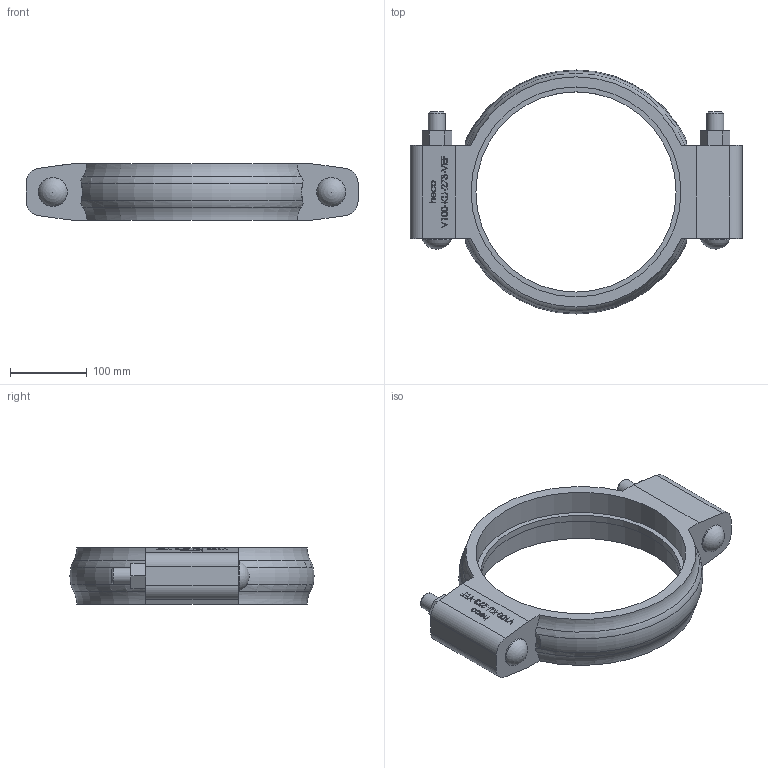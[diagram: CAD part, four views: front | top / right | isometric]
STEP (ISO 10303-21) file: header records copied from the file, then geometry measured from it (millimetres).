
FILE_DESCRIPTION (( 'STEP AP214' ), '1' );
FILE_NAME ('V100-KU-273-VEF Typ E497 DN250 1000 Ø273 1812.STEP', '2018-12-12T11:07:50', ( '' ), ( '' ), 'SwSTEP 2.0', 'SolidWorks 2016', '' );
FILE_SCHEMA (( 'AUTOMOTIVE_DESIGN' ));
Length unit declared in the file: inch
Products named in the file (1): V100-KU-273-VEF Typ E497 DN250 1000 Ø273 1812
Bounding box: 431.8 x 317.47 x 73.15 mm (x, y, z)
Volume: 2288371.1 mm3; surface area: 264847.8 mm2
Topology: 1 solids, 3 shells, 283 faces, 743 edges, 495 vertices
Faces by surface type: plane 164, bspline 80, cylinder 25, torus 10, sphere 2, cone 2
Full cylindrical faces by diameter (mm): 22.225 x4, 37.694 x2, 260.35 x1, 273.05 x2
Entity records: 16256 total; most frequent: CARTESIAN_POINT 6887, ORIENTED_EDGE 1450, DIRECTION 993, EDGE_CURVE 725, VERTEX_POINT 490, LINE 473, VECTOR 473, EDGE_LOOP 331
